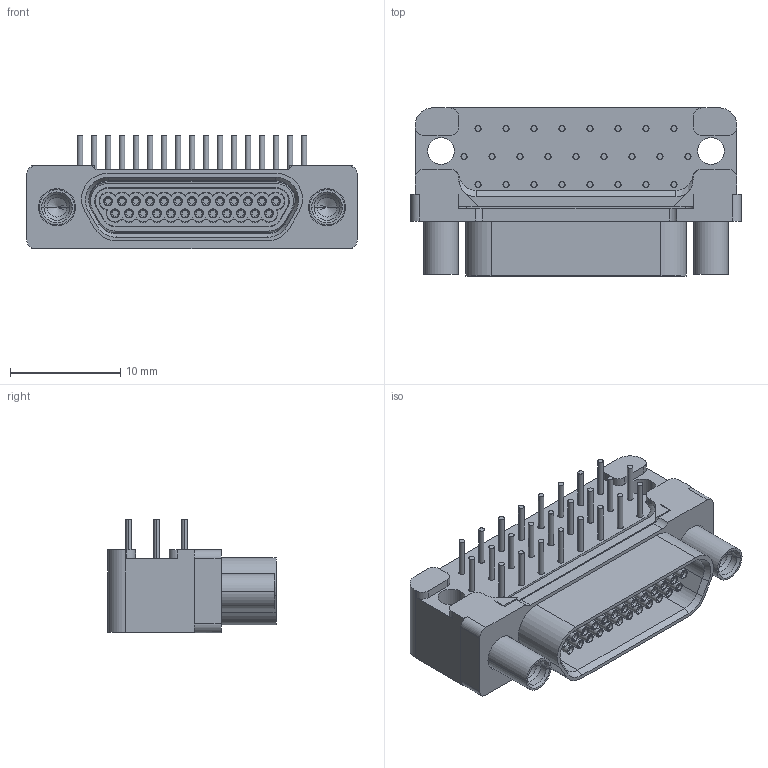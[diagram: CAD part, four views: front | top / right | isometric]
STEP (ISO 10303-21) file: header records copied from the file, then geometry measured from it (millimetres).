
FILE_DESCRIPTION((''),'2;1');
FILE_NAME('DCDM-25SCBRP','2020-03-03T',('mbarraclough'),(''),'CREO PARAMETRIC BY PTC INC, 2018360','CREO PARAMETRIC BY PTC INC, 2018360','');
FILE_SCHEMA(('CONFIG_CONTROL_DESIGN'));
Length unit declared in the file: millimetre
Products named in the file (1): DCDM-25SCBRP
Bounding box: 29.98 x 15.26 x 10.29 mm (x, y, z)
Volume: 2244.9 mm3; surface area: 3014.1 mm2
Topology: 1 solids, 1 shells, 1055 faces, 2661 edges, 1706 vertices
Faces by surface type: cylinder 558, plane 334, cone 107, torus 50, bspline 4, extrusion 2
Entity records: 35944 total; most frequent: CARTESIAN_POINT 10299, DIRECTION 5402, ORIENTED_EDGE 5314, EDGE_CURVE 2657, AXIS2_PLACEMENT_3D 2199, VERTEX_POINT 1706, EDGE_LOOP 1275, CIRCLE 1148
